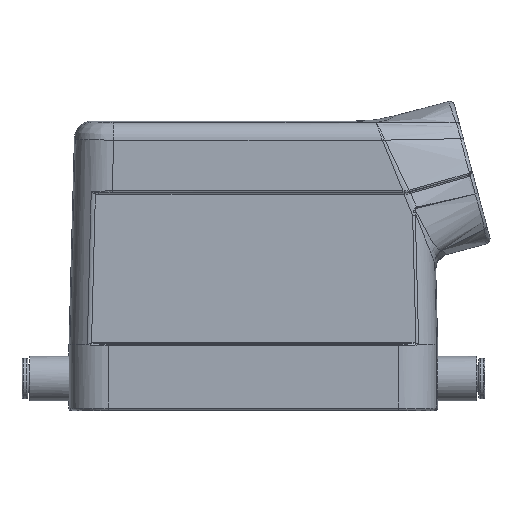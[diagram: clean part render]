
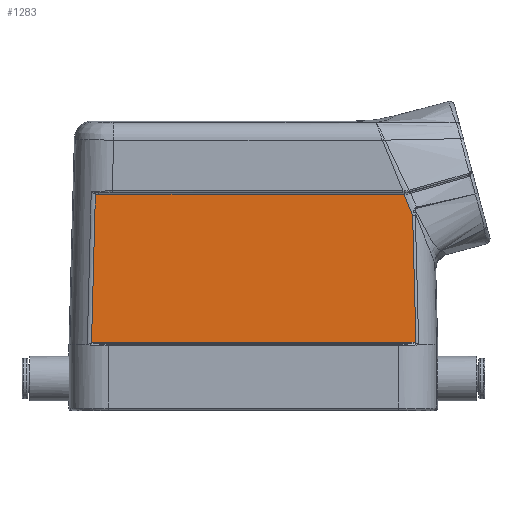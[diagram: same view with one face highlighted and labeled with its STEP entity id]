
A CAD part, front view. The second image highlights one B-rep face of the part: STEP entity #1283.
In plain terms, the highlighted planar face has unit normal (0, -1, 0.015).
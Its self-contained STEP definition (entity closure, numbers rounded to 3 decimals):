
#1283=ADVANCED_FACE('',(#1832),#1694,.T.);
#1694=PLANE('',#10330);
#1832=FACE_OUTER_BOUND('',#2221,.T.);
#2221=EDGE_LOOP('',(#2913,#2914,#2915,#2916,#2917,#2918,#2919,#2920));
#2913=ORIENTED_EDGE('',*,*,#5398,.T.);
#2914=ORIENTED_EDGE('',*,*,#5399,.T.);
#2915=ORIENTED_EDGE('',*,*,#5400,.T.);
#2916=ORIENTED_EDGE('',*,*,#5401,.T.);
#2917=ORIENTED_EDGE('',*,*,#5402,.T.);
#2918=ORIENTED_EDGE('',*,*,#5403,.T.);
#2919=ORIENTED_EDGE('',*,*,#5404,.T.);
#2920=ORIENTED_EDGE('',*,*,#5405,.T.);
#4805=VERTEX_POINT('',#14610);
#4806=VERTEX_POINT('',#14611);
#4807=VERTEX_POINT('',#14616);
#4808=VERTEX_POINT('',#14618);
#4809=VERTEX_POINT('',#14623);
#4810=VERTEX_POINT('',#14625);
#4811=VERTEX_POINT('',#14633);
#4812=VERTEX_POINT('',#14635);
#5398=EDGE_CURVE('',#4805,#4806,#8265,.T.);
#5399=EDGE_CURVE('',#4806,#4807,#6568,.T.);
#5400=EDGE_CURVE('',#4807,#4808,#8266,.T.);
#5401=EDGE_CURVE('',#4808,#4809,#6569,.T.);
#5402=EDGE_CURVE('',#4809,#4810,#8267,.T.);
#5403=EDGE_CURVE('',#4810,#4811,#6570,.T.);
#5404=EDGE_CURVE('',#4811,#4812,#8268,.T.);
#5405=EDGE_CURVE('',#4812,#4805,#6571,.T.);
#6568=B_SPLINE_CURVE_WITH_KNOTS('',3,(#14612,#14613,#14614,#14615),
 .UNSPECIFIED.,.F.,.F.,(4,4),(0.,1.),.UNSPECIFIED.);
#6569=B_SPLINE_CURVE_WITH_KNOTS('',3,(#14619,#14620,#14621,#14622),
 .UNSPECIFIED.,.F.,.F.,(4,4),(0.,1.),.UNSPECIFIED.);
#6570=B_SPLINE_CURVE_WITH_KNOTS('',3,(#14626,#14627,#14628,#14629,#14630,
#14631,#14632),.UNSPECIFIED.,.F.,.F.,(4,3,4),(0.,0.369,1.),
 .UNSPECIFIED.);
#6571=B_SPLINE_CURVE_WITH_KNOTS('',3,(#14636,#14637,#14638,#14639,#14640,
#14641,#14642,#14643,#14644,#14645,#14646,#14647,#14648,#14649,#14650,#14651),
 .UNSPECIFIED.,.F.,.F.,(4,3,3,3,3,4),(0.,0.045,0.339,
0.634,0.909,1.),.UNSPECIFIED.);
#8265=LINE('',#14609,#8836);
#8266=LINE('',#14617,#8837);
#8267=LINE('',#14624,#8838);
#8268=LINE('',#14634,#8839);
#8836=VECTOR('',#11158,1.);
#8837=VECTOR('',#11159,1.);
#8838=VECTOR('',#11160,1.);
#8839=VECTOR('',#11161,1.);
#10330=AXIS2_PLACEMENT_3D('',#14652,#11162,#11163);
#11158=DIRECTION('',(-1.,0.,0.));
#11159=DIRECTION('',(-0.026,-0.015,-1.));
#11160=DIRECTION('',(1.,0.,0.));
#11161=DIRECTION('',(-0.026,0.015,1.));
#11162=DIRECTION('',(0.,-1.,0.015));
#11163=DIRECTION('',(0.,-0.015,-1.));
#14609=CARTESIAN_POINT('',(-30.969,-20.063,33.419));
#14610=CARTESIAN_POINT('',(29.693,-20.063,33.419));
#14611=CARTESIAN_POINT('',(-30.398,-20.063,33.419));
#14612=CARTESIAN_POINT('',(-30.398,-20.063,33.419));
#14613=CARTESIAN_POINT('',(-30.636,-20.063,33.419));
#14614=CARTESIAN_POINT('',(-30.873,-20.063,33.434));
#14615=CARTESIAN_POINT('',(-31.103,-20.062,33.5));
#14616=CARTESIAN_POINT('',(-31.103,-20.062,33.5));
#14617=CARTESIAN_POINT('',(-31.822,-20.471,5.793));
#14618=CARTESIAN_POINT('',(-31.863,-20.495,4.205));
#14619=CARTESIAN_POINT('',(-31.863,-20.495,4.205));
#14620=CARTESIAN_POINT('',(-31.654,-20.494,4.26));
#14621=CARTESIAN_POINT('',(-31.434,-20.494,4.275));
#14622=CARTESIAN_POINT('',(-31.218,-20.494,4.275));
#14623=CARTESIAN_POINT('',(-31.218,-20.494,4.275));
#14624=CARTESIAN_POINT('',(31.764,-20.494,4.275));
#14625=CARTESIAN_POINT('',(31.218,-20.494,4.275));
#14626=CARTESIAN_POINT('',(31.218,-20.494,4.275));
#14627=CARTESIAN_POINT('',(31.317,-20.494,4.275));
#14628=CARTESIAN_POINT('',(31.417,-20.494,4.271));
#14629=CARTESIAN_POINT('',(31.516,-20.494,4.263));
#14630=CARTESIAN_POINT('',(31.684,-20.494,4.248));
#14631=CARTESIAN_POINT('',(31.854,-20.494,4.219));
#14632=CARTESIAN_POINT('',(32.012,-20.495,4.157));
#14633=CARTESIAN_POINT('',(32.012,-20.495,4.157));
#14634=CARTESIAN_POINT('',(32.018,-20.499,3.916));
#14635=CARTESIAN_POINT('',(31.36,-20.124,29.273));
#14636=CARTESIAN_POINT('',(31.36,-20.124,29.273));
#14637=CARTESIAN_POINT('',(31.336,-20.123,29.335));
#14638=CARTESIAN_POINT('',(31.313,-20.122,29.397));
#14639=CARTESIAN_POINT('',(31.289,-20.122,29.459));
#14640=CARTESIAN_POINT('',(31.13,-20.116,29.869));
#14641=CARTESIAN_POINT('',(30.973,-20.109,30.279));
#14642=CARTESIAN_POINT('',(30.813,-20.103,30.688));
#14643=CARTESIAN_POINT('',(30.653,-20.097,31.096));
#14644=CARTESIAN_POINT('',(30.49,-20.091,31.504));
#14645=CARTESIAN_POINT('',(30.324,-20.085,31.911));
#14646=CARTESIAN_POINT('',(30.169,-20.08,32.29));
#14647=CARTESIAN_POINT('',(30.011,-20.074,32.669));
#14648=CARTESIAN_POINT('',(29.852,-20.069,33.046));
#14649=CARTESIAN_POINT('',(29.799,-20.067,33.171));
#14650=CARTESIAN_POINT('',(29.746,-20.065,33.295));
#14651=CARTESIAN_POINT('',(29.693,-20.063,33.419));
#14652=CARTESIAN_POINT('',(36.3,-20.497,4.027));
